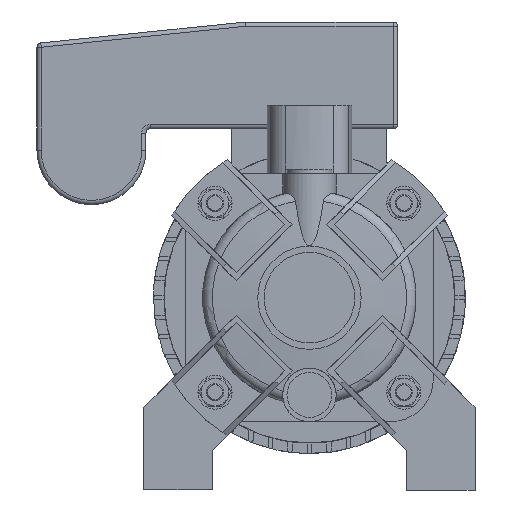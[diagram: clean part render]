
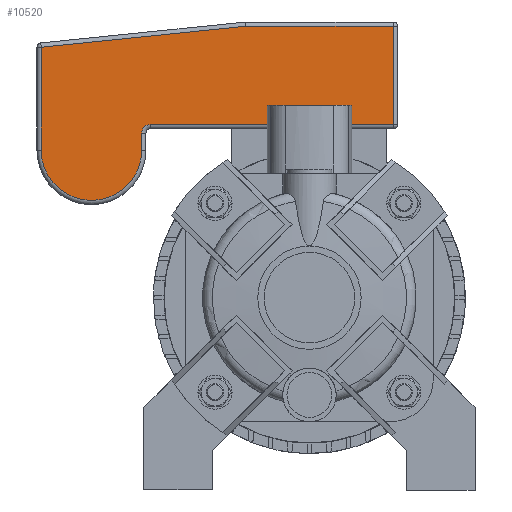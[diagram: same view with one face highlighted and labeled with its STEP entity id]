
A CAD part, left-side view. The second image highlights one B-rep face of the part: STEP entity #10520.
In plain terms, the highlighted planar face has unit normal (-1, 0, 0).
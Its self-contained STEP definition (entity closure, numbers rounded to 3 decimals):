
#1179=LINE('',#19062,#1958);
#1181=LINE('',#19071,#1960);
#1183=LINE('',#19109,#1962);
#1189=LINE('',#19125,#1968);
#1195=LINE('',#19134,#1974);
#1201=LINE('',#19143,#1980);
#1958=VECTOR('',#14347,10.);
#1960=VECTOR('',#14359,10.);
#1962=VECTOR('',#14403,10.);
#1968=VECTOR('',#14423,10.);
#1974=VECTOR('',#14435,10.);
#1980=VECTOR('',#14447,10.);
#2315=PLANE('',#11622);
#3031=FACE_OUTER_BOUND('',#3742,.T.);
#3742=EDGE_LOOP('',(#9649,#9650,#9651,#9652,#9653,#9654,#9655,#9656));
#4264=CIRCLE('',#11559,4.);
#4271=CIRCLE('',#11570,23.5);
#5253=VERTEX_POINT('',#19040);
#5255=VERTEX_POINT('',#19044);
#5258=VERTEX_POINT('',#19054);
#5259=VERTEX_POINT('',#19058);
#5261=VERTEX_POINT('',#19064);
#5267=VERTEX_POINT('',#19081);
#5273=VERTEX_POINT('',#19095);
#5276=VERTEX_POINT('',#19102);
#6702=EDGE_CURVE('',#5255,#5253,#4264,.T.);
#6710=EDGE_CURVE('',#5253,#5259,#1179,.T.);
#6713=EDGE_CURVE('',#5259,#5261,#4271,.T.);
#6715=EDGE_CURVE('',#5261,#5258,#1181,.T.);
#6732=EDGE_CURVE('',#5276,#5255,#1183,.T.);
#6741=EDGE_CURVE('',#5273,#5276,#1189,.T.);
#6747=EDGE_CURVE('',#5267,#5273,#1195,.T.);
#6753=EDGE_CURVE('',#5258,#5267,#1201,.T.);
#9649=ORIENTED_EDGE('',*,*,#6702,.F.);
#9650=ORIENTED_EDGE('',*,*,#6732,.F.);
#9651=ORIENTED_EDGE('',*,*,#6741,.F.);
#9652=ORIENTED_EDGE('',*,*,#6747,.F.);
#9653=ORIENTED_EDGE('',*,*,#6753,.F.);
#9654=ORIENTED_EDGE('',*,*,#6715,.F.);
#9655=ORIENTED_EDGE('',*,*,#6713,.F.);
#9656=ORIENTED_EDGE('',*,*,#6710,.F.);
#10520=ADVANCED_FACE('',(#3031),#2315,.F.);
#11559=AXIS2_PLACEMENT_3D('',#19046,#14328,#14329);
#11570=AXIS2_PLACEMENT_3D('',#19068,#14354,#14355);
#11622=AXIS2_PLACEMENT_3D('',#19177,#14490,#14491);
#14328=DIRECTION('center_axis',(-1.,0.,0.));
#14329=DIRECTION('ref_axis',(0.,0.707,0.707));
#14347=DIRECTION('',(0.,0.,-1.));
#14354=DIRECTION('center_axis',(1.,0.,0.));
#14355=DIRECTION('ref_axis',(0.,0.,-1.));
#14359=DIRECTION('',(0.,0.,1.));
#14403=DIRECTION('',(0.,1.,0.));
#14423=DIRECTION('',(0.,0.,-1.));
#14435=DIRECTION('',(0.,-1.,0.));
#14447=DIRECTION('',(0.,-0.995,0.102));
#14490=DIRECTION('center_axis',(1.,0.,0.));
#14491=DIRECTION('ref_axis',(0.,0.,-1.));
#19040=CARTESIAN_POINT('',(59.75,78.5,167.));
#19044=CARTESIAN_POINT('',(59.75,74.5,171.));
#19046=CARTESIAN_POINT('Origin',(59.75,74.5,167.));
#19054=CARTESIAN_POINT('',(59.75,125.5,207.195));
#19058=CARTESIAN_POINT('',(59.75,78.5,159.));
#19062=CARTESIAN_POINT('',(59.75,78.5,154.528));
#19064=CARTESIAN_POINT('',(59.75,125.5,159.));
#19068=CARTESIAN_POINT('Origin',(59.75,102.,159.));
#19071=CARTESIAN_POINT('',(59.75,125.5,179.528));
#19081=CARTESIAN_POINT('',(59.75,29.898,217.));
#19095=CARTESIAN_POINT('',(59.75,-39.25,217.));
#19102=CARTESIAN_POINT('',(59.75,-39.25,171.));
#19109=CARTESIAN_POINT('',(59.75,89.25,171.));
#19125=CARTESIAN_POINT('',(59.75,-39.25,159.528));
#19134=CARTESIAN_POINT('',(59.75,51.,217.));
#19143=CARTESIAN_POINT('',(59.75,68.92,212.998));
#19177=CARTESIAN_POINT('Origin',(59.75,102.,150.057));
